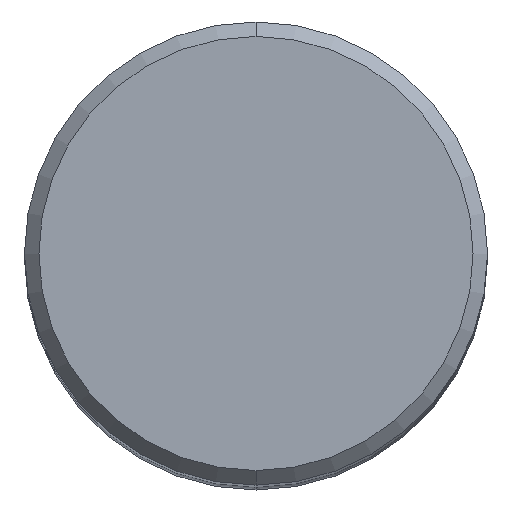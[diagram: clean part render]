
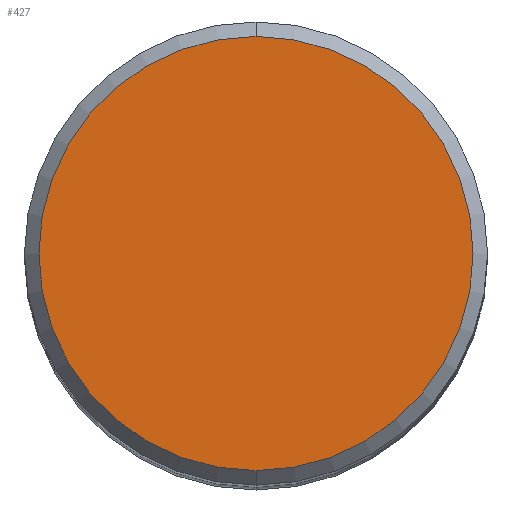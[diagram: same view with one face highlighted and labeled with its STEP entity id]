
A CAD part, top view. The second image highlights one B-rep face of the part: STEP entity #427.
In plain terms, the highlighted planar face has unit normal (0, 0, 1).
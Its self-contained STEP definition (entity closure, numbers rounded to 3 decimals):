
#303=EDGE_CURVE('',#429,#449,#637,.T.);
#421=EDGE_CURVE('',#449,#429,#763,.T.);
#427=ADVANCED_FACE('',(#769),#770,.T.);
#429=VERTEX_POINT('',#772);
#449=VERTEX_POINT('',#795);
#637=CIRCLE('',#1151,15.0);
#763=CIRCLE('',#1448,15.0);
#769=FACE_OUTER_BOUND('',#1464,.T.);
#770=PLANE('',#1465);
#772=CARTESIAN_POINT('',(0.,-15.0,0.0));
#795=CARTESIAN_POINT('',(0.0,15.0,0.0));
#1151=AXIS2_PLACEMENT_3D('',#1723,#1724,#1725);
#1448=AXIS2_PLACEMENT_3D('',#1860,#1861,#1862);
#1464=EDGE_LOOP('',(#1864,#1865));
#1465=AXIS2_PLACEMENT_3D('',#1866,#1867,#1868);
#1723=CARTESIAN_POINT('',(0.0,0.0,0.0));
#1724=DIRECTION('',(0.0,0.0,-1.0));
#1725=DIRECTION('',(0.0,1.0,0.0));
#1860=CARTESIAN_POINT('',(0.0,0.0,0.0));
#1861=DIRECTION('',(0.0,0.0,-1.0));
#1862=DIRECTION('',(0.0,1.0,0.0));
#1864=ORIENTED_EDGE('',*,*,#421,.F.);
#1865=ORIENTED_EDGE('',*,*,#303,.F.);
#1866=CARTESIAN_POINT('',(0.0,7.5,0.0));
#1867=DIRECTION('',(-0.0,0.0,1.0));
#1868=DIRECTION('',(0.0,-1.0,0.0));
